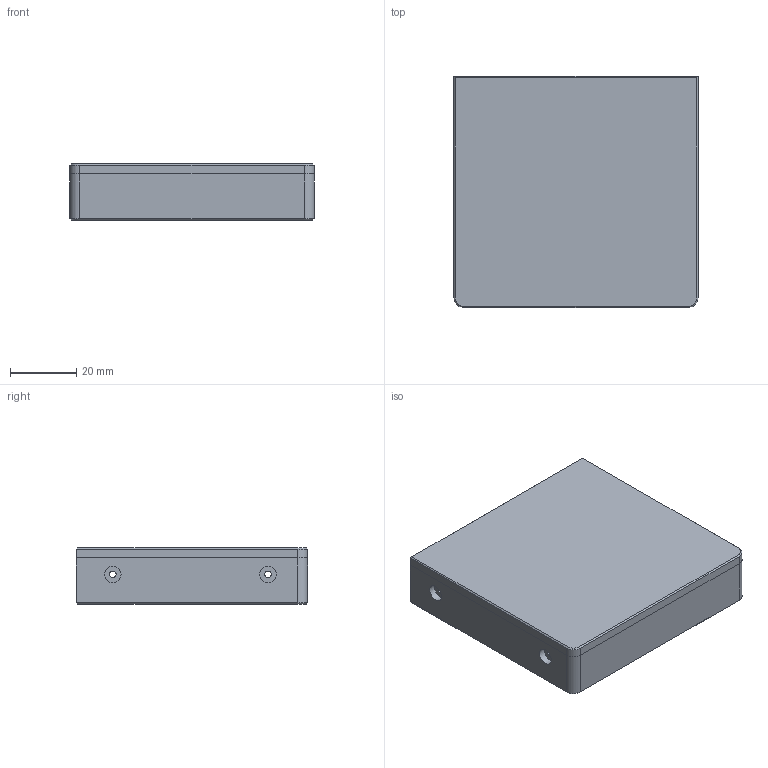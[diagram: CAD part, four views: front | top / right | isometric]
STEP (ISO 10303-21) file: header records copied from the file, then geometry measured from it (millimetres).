
FILE_DESCRIPTION(/* description */ (''),/* implementation_level */ '2;1');
FILE_NAME(/* name */ 'custom brick.step',/* time_stamp */ '2022-05-16T20:10:01+08:00',/* author */ (''),/* organization */ (''),/* preprocessor_version */ 'ST-DEVELOPER v18.1',/* originating_system */ 'Autodesk Translation Framework v10.14.0.1471',/* authorisation */ '');
FILE_SCHEMA (('AUTOMOTIVE_DESIGN { 1 0 10303 214 3 1 1 }'));
Length unit declared in the file: millimetre
Products named in the file (2): custom brick; top cover (2)
Assembly tree (1 placements, depth 2):
  custom brick
    top cover (2)
Bounding box: 74 x 70 x 17 mm (x, y, z)
Volume: 45681.1 mm3; surface area: 29778.5 mm2
Topology: 2 solids, 2 shells, 160 faces, 431 edges, 281 vertices
Faces by surface type: plane 100, cylinder 56, cone 4
Full cylindrical faces by diameter (mm): 2 x7, 3 x2, 5 x4, 10.5 x2
Entity records: 5123 total; most frequent: DIRECTION 886, CARTESIAN_POINT 875, ORIENTED_EDGE 862, EDGE_CURVE 431, LINE 302, VECTOR 302, AXIS2_PLACEMENT_3D 292, VERTEX_POINT 281
